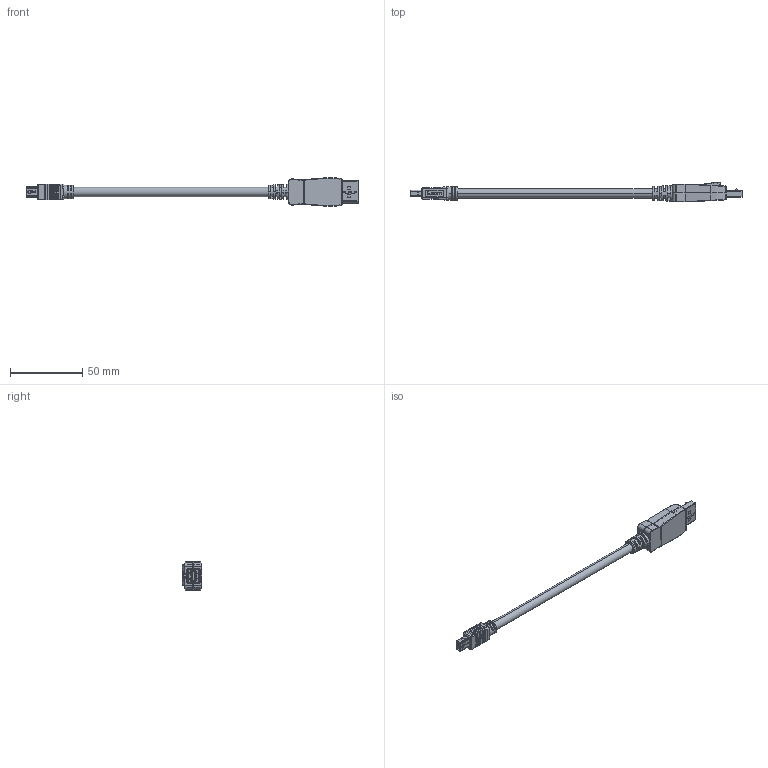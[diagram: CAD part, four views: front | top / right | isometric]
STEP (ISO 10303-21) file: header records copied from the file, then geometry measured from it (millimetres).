
FILE_DESCRIPTION (( 'STEP AP214' ), '1' );
FILE_NAME ('DPA00007.STEP', '2019-05-13T13:08:07', ( '' ), ( '' ), 'SwSTEP 2.0', 'SolidWorks 2018', '' );
FILE_SCHEMA (( 'AUTOMOTIVE_DESIGN' ));
Length unit declared in the file: inch
Products named in the file (19): DPA00007; 1AH04-009-MA2; 1AH04-003-MA3___; 1AL08-275_6" length; 1AH04-003_No Logo; 1AH04-003-MA6___; 1AH04-003-MA4_Without Crimp; MTN-879_without cbl; 1AJ07-013___; MTN-879; 1AH04-003-MA1___; 3AB19-024_No Logo; 1AH04-003-MA2___; 1AH04-009-MA1; 1AH04-009-MA3; 1AH04-009; MTN-878_WITHOUT CBL; 1AH04-003-MA7_No Logo; 1AH04-003-MA5___
Assembly tree (18 placements, depth 4):
  DPA00007
    1AL08-275_6" length
    MTN-879_without cbl
      MTN-878_WITHOUT CBL
      1AH04-009
        1AH04-009-MA1
        1AH04-009-MA2
        1AH04-009-MA3
      MTN-879
    3AB19-024_No Logo
      1AH04-003_No Logo
        1AH04-003-MA1___
        1AH04-003-MA2___
        1AH04-003-MA3___
        1AH04-003-MA4_Without Crimp
        1AH04-003-MA5___
        1AH04-003-MA6___
        1AH04-003-MA7_No Logo
      1AJ07-013___
Bounding box: 230.55 x 13.75 x 19.98 mm (x, y, z)
Volume: 12971.5 mm3; surface area: 18105.5 mm2
Topology: 35 solids, 35 shells, 3253 faces, 9285 edges, 6063 vertices
Faces by surface type: plane 2367, cylinder 678, bspline 118, torus 52, cone 30, sphere 8
Entity records: 119824 total; most frequent: CARTESIAN_POINT 22029, ORIENTED_EDGE 18546, DIRECTION 16728, EDGE_CURVE 9273, LINE 7274, VECTOR 7274, VERTEX_POINT 6063, AXIS2_PLACEMENT_3D 4727
